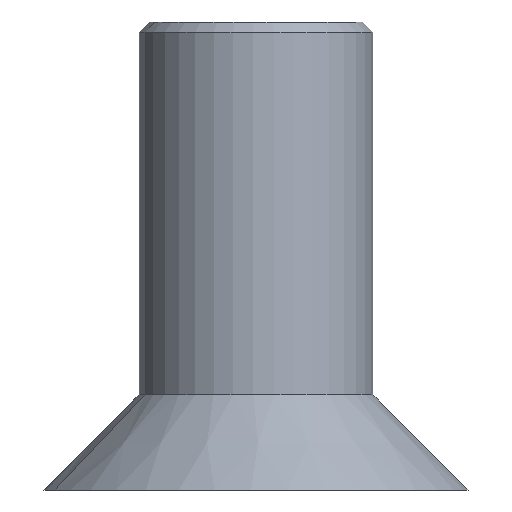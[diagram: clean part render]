
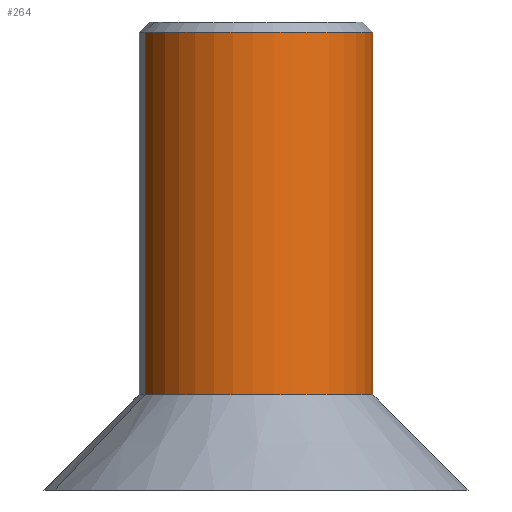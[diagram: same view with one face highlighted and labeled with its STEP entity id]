
A CAD part, front view. The second image highlights one B-rep face of the part: STEP entity #264.
In plain terms, the highlighted cylindrical face has radius 4 mm (diameter 8 mm), a partial arc.
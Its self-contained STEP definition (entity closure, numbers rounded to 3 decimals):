
#72 = CONICAL_SURFACE('',#73,3.827,0.785);
#73 = AXIS2_PLACEMENT_3D('',#74,#75,#76);
#74 = CARTESIAN_POINT('',(1143.45,239.75,-34.172));
#75 = DIRECTION('',(0.,0.,-1.));
#76 = DIRECTION('',(-0.947,-0.321,0.));
#88 = VERTEX_POINT('',#89);
#89 = CARTESIAN_POINT('',(1139.661,238.467,-34.345));
#112 = VERTEX_POINT('',#113);
#113 = CARTESIAN_POINT('',(1147.239,241.033,-34.345));
#149 = CYLINDRICAL_SURFACE('',#150,4.);
#150 = AXIS2_PLACEMENT_3D('',#151,#152,#153);
#151 = CARTESIAN_POINT('',(1143.45,239.75,-33.2));
#152 = DIRECTION('',(0.,0.,-1.));
#153 = DIRECTION('',(-0.947,-0.321,0.));
#164 = EDGE_CURVE('',#112,#165,#167,.T.);
#165 = VERTEX_POINT('',#166);
#166 = CARTESIAN_POINT('',(1147.239,241.033,-46.75));
#167 = SURFACE_CURVE('',#168,(#172,#179),.PCURVE_S1.);
#168 = LINE('',#169,#170);
#169 = CARTESIAN_POINT('',(1147.239,241.033,
    -34.345));
#170 = VECTOR('',#171,1.);
#171 = DIRECTION('',(0.,0.,-1.));
#172 = PCURVE('',#149,#173);
#173 = DEFINITIONAL_REPRESENTATION('',(#174),#178);
#174 = LINE('',#175,#176);
#175 = CARTESIAN_POINT('',(3.142,1.145));
#176 = VECTOR('',#177,1.);
#177 = DIRECTION('',(0.,1.));
#178 = ( GEOMETRIC_REPRESENTATION_CONTEXT(2) 
PARAMETRIC_REPRESENTATION_CONTEXT() REPRESENTATION_CONTEXT('2D SPACE',''
  ) );
#179 = PCURVE('',#180,#185);
#180 = CYLINDRICAL_SURFACE('',#181,4.);
#181 = AXIS2_PLACEMENT_3D('',#182,#183,#184);
#182 = CARTESIAN_POINT('',(1143.45,239.75,-33.2));
#183 = DIRECTION('',(0.,0.,-1.));
#184 = DIRECTION('',(-0.947,-0.321,0.));
#185 = DEFINITIONAL_REPRESENTATION('',(#186),#190);
#186 = LINE('',#187,#188);
#187 = CARTESIAN_POINT('',(3.142,1.145));
#188 = VECTOR('',#189,1.);
#189 = DIRECTION('',(0.,1.));
#190 = ( GEOMETRIC_REPRESENTATION_CONTEXT(2) 
PARAMETRIC_REPRESENTATION_CONTEXT() REPRESENTATION_CONTEXT('2D SPACE',''
  ) );
#193 = VERTEX_POINT('',#194);
#194 = CARTESIAN_POINT('',(1139.661,238.467,-46.75));
#221 = EDGE_CURVE('',#88,#193,#222,.T.);
#222 = SURFACE_CURVE('',#223,(#227,#234),.PCURVE_S1.);
#223 = LINE('',#224,#225);
#224 = CARTESIAN_POINT('',(1139.661,238.467,
    -34.345));
#225 = VECTOR('',#226,1.);
#226 = DIRECTION('',(0.,0.,-1.));
#227 = PCURVE('',#149,#228);
#228 = DEFINITIONAL_REPRESENTATION('',(#229),#233);
#229 = LINE('',#230,#231);
#230 = CARTESIAN_POINT('',(0.,1.145));
#231 = VECTOR('',#232,1.);
#232 = DIRECTION('',(0.,1.));
#233 = ( GEOMETRIC_REPRESENTATION_CONTEXT(2) 
PARAMETRIC_REPRESENTATION_CONTEXT() REPRESENTATION_CONTEXT('2D SPACE',''
  ) );
#234 = PCURVE('',#180,#235);
#235 = DEFINITIONAL_REPRESENTATION('',(#236),#262);
#236 = B_SPLINE_CURVE_WITH_KNOTS('',3,(#237,#238,#239,#240,#241,#242,
    #243,#244,#245,#246,#247,#248,#249,#250,#251,#252,#253,#254,#255,
    #256,#257,#258,#259,#260,#261),.UNSPECIFIED.,.F.,.F.,(4,1,1,1,1,1,1,
    1,1,1,1,1,1,1,1,1,1,1,1,1,1,1,4),(0.,0.564,
    1.128,1.692,2.255,2.819,
    3.383,3.947,4.511,5.075,
    5.639,6.203,6.766,7.33,
    7.894,8.458,9.022,9.586,
    10.15,10.713,11.277,11.841,
    12.405),.QUASI_UNIFORM_KNOTS.);
#237 = CARTESIAN_POINT('',(6.283,1.145));
#238 = CARTESIAN_POINT('',(6.283,1.333));
#239 = CARTESIAN_POINT('',(6.283,1.709));
#240 = CARTESIAN_POINT('',(6.283,2.273));
#241 = CARTESIAN_POINT('',(6.283,2.837));
#242 = CARTESIAN_POINT('',(6.283,3.4));
#243 = CARTESIAN_POINT('',(6.283,3.964));
#244 = CARTESIAN_POINT('',(6.283,4.528));
#245 = CARTESIAN_POINT('',(6.283,5.092));
#246 = CARTESIAN_POINT('',(6.283,5.656));
#247 = CARTESIAN_POINT('',(6.283,6.22));
#248 = CARTESIAN_POINT('',(6.283,6.784));
#249 = CARTESIAN_POINT('',(6.283,7.348));
#250 = CARTESIAN_POINT('',(6.283,7.911));
#251 = CARTESIAN_POINT('',(6.283,8.475));
#252 = CARTESIAN_POINT('',(6.283,9.039));
#253 = CARTESIAN_POINT('',(6.283,9.603));
#254 = CARTESIAN_POINT('',(6.283,10.167));
#255 = CARTESIAN_POINT('',(6.283,10.731));
#256 = CARTESIAN_POINT('',(6.283,11.295));
#257 = CARTESIAN_POINT('',(6.283,11.858));
#258 = CARTESIAN_POINT('',(6.283,12.422));
#259 = CARTESIAN_POINT('',(6.283,12.986));
#260 = CARTESIAN_POINT('',(6.283,13.362));
#261 = CARTESIAN_POINT('',(6.283,13.55));
#262 = ( GEOMETRIC_REPRESENTATION_CONTEXT(2) 
PARAMETRIC_REPRESENTATION_CONTEXT() REPRESENTATION_CONTEXT('2D SPACE',''
  ) );
#264 = ADVANCED_FACE('',(#265),#180,.T.);
#265 = FACE_BOUND('',#266,.T.);
#266 = EDGE_LOOP('',(#267,#268,#295,#296));
#267 = ORIENTED_EDGE('',*,*,#221,.T.);
#268 = ORIENTED_EDGE('',*,*,#269,.T.);
#269 = EDGE_CURVE('',#193,#165,#270,.T.);
#270 = SURFACE_CURVE('',#271,(#276,#283),.PCURVE_S1.);
#271 = CIRCLE('',#272,4.);
#272 = AXIS2_PLACEMENT_3D('',#273,#274,#275);
#273 = CARTESIAN_POINT('',(1143.45,239.75,-46.75));
#274 = DIRECTION('',(0.,0.,1.));
#275 = DIRECTION('',(-0.947,-0.321,0.));
#276 = PCURVE('',#180,#277);
#277 = DEFINITIONAL_REPRESENTATION('',(#278),#282);
#278 = LINE('',#279,#280);
#279 = CARTESIAN_POINT('',(6.283,13.55));
#280 = VECTOR('',#281,1.);
#281 = DIRECTION('',(-1.,0.));
#282 = ( GEOMETRIC_REPRESENTATION_CONTEXT(2) 
PARAMETRIC_REPRESENTATION_CONTEXT() REPRESENTATION_CONTEXT('2D SPACE',''
  ) );
#283 = PCURVE('',#284,#289);
#284 = CONICAL_SURFACE('',#285,5.625,0.785);
#285 = AXIS2_PLACEMENT_3D('',#286,#287,#288);
#286 = CARTESIAN_POINT('',(1143.45,239.75,-48.375));
#287 = DIRECTION('',(0.,0.,-1.));
#288 = DIRECTION('',(-0.947,-0.321,0.));
#289 = DEFINITIONAL_REPRESENTATION('',(#290),#294);
#290 = LINE('',#291,#292);
#291 = CARTESIAN_POINT('',(6.283,-1.625));
#292 = VECTOR('',#293,1.);
#293 = DIRECTION('',(-1.,0.));
#294 = ( GEOMETRIC_REPRESENTATION_CONTEXT(2) 
PARAMETRIC_REPRESENTATION_CONTEXT() REPRESENTATION_CONTEXT('2D SPACE',''
  ) );
#295 = ORIENTED_EDGE('',*,*,#164,.F.);
#296 = ORIENTED_EDGE('',*,*,#297,.T.);
#297 = EDGE_CURVE('',#112,#88,#298,.T.);
#298 = SURFACE_CURVE('',#299,(#304,#311),.PCURVE_S1.);
#299 = CIRCLE('',#300,4.);
#300 = AXIS2_PLACEMENT_3D('',#301,#302,#303);
#301 = CARTESIAN_POINT('',(1143.45,239.75,-34.345));
#302 = DIRECTION('',(0.,0.,-1.));
#303 = DIRECTION('',(0.947,0.321,0.));
#304 = PCURVE('',#180,#305);
#305 = DEFINITIONAL_REPRESENTATION('',(#306),#310);
#306 = LINE('',#307,#308);
#307 = CARTESIAN_POINT('',(3.142,1.145));
#308 = VECTOR('',#309,1.);
#309 = DIRECTION('',(1.,0.));
#310 = ( GEOMETRIC_REPRESENTATION_CONTEXT(2) 
PARAMETRIC_REPRESENTATION_CONTEXT() REPRESENTATION_CONTEXT('2D SPACE',''
  ) );
#311 = PCURVE('',#72,#312);
#312 = DEFINITIONAL_REPRESENTATION('',(#313),#317);
#313 = LINE('',#314,#315);
#314 = CARTESIAN_POINT('',(3.142,0.173));
#315 = VECTOR('',#316,1.);
#316 = DIRECTION('',(1.,0.));
#317 = ( GEOMETRIC_REPRESENTATION_CONTEXT(2) 
PARAMETRIC_REPRESENTATION_CONTEXT() REPRESENTATION_CONTEXT('2D SPACE',''
  ) );
